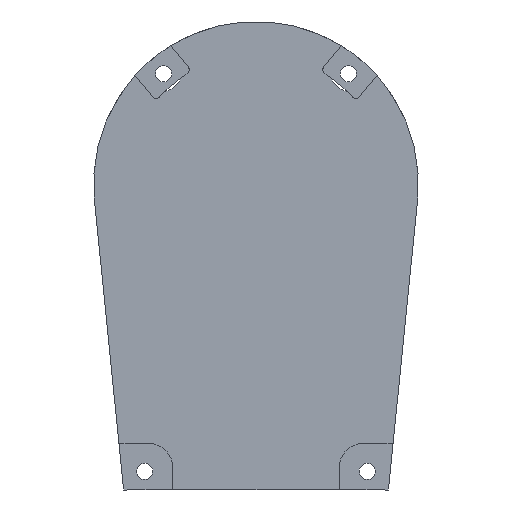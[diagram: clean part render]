
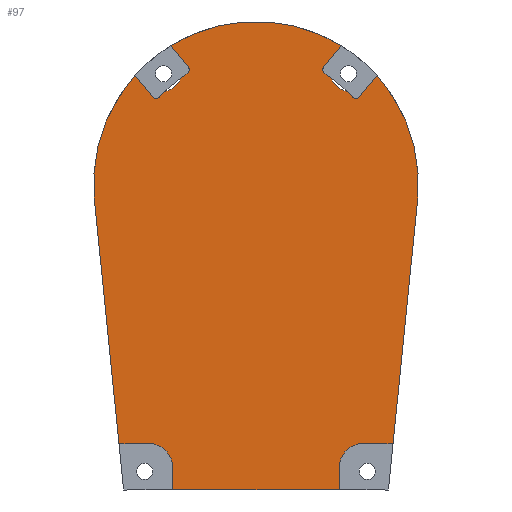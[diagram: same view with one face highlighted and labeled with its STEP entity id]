
A CAD part, front view. The second image highlights one B-rep face of the part: STEP entity #97.
In plain terms, the highlighted planar face has unit normal (0, -1, 0).
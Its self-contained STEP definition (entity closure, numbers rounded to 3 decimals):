
#97=ADVANCED_FACE('',(#223),#172,.T.);
#172=PLANE('',#1563);
#223=FACE_OUTER_BOUND('',#286,.T.);
#286=EDGE_LOOP('',(#393,#394,#395,#396,#397,#398,#399,#400,#401,#402,#403,
#404,#405,#406,#407,#408,#409,#410,#411,#412,#413,#414,#415,#416,#417,#418));
#393=ORIENTED_EDGE('',*,*,#916,.T.);
#394=ORIENTED_EDGE('',*,*,#917,.T.);
#395=ORIENTED_EDGE('',*,*,#918,.T.);
#396=ORIENTED_EDGE('',*,*,#912,.T.);
#397=ORIENTED_EDGE('',*,*,#919,.F.);
#398=ORIENTED_EDGE('',*,*,#920,.T.);
#399=ORIENTED_EDGE('',*,*,#921,.F.);
#400=ORIENTED_EDGE('',*,*,#922,.T.);
#401=ORIENTED_EDGE('',*,*,#923,.T.);
#402=ORIENTED_EDGE('',*,*,#924,.T.);
#403=ORIENTED_EDGE('',*,*,#925,.T.);
#404=ORIENTED_EDGE('',*,*,#926,.F.);
#405=ORIENTED_EDGE('',*,*,#927,.F.);
#406=ORIENTED_EDGE('',*,*,#928,.F.);
#407=ORIENTED_EDGE('',*,*,#929,.T.);
#408=ORIENTED_EDGE('',*,*,#930,.T.);
#409=ORIENTED_EDGE('',*,*,#931,.T.);
#410=ORIENTED_EDGE('',*,*,#932,.F.);
#411=ORIENTED_EDGE('',*,*,#933,.T.);
#412=ORIENTED_EDGE('',*,*,#934,.F.);
#413=ORIENTED_EDGE('',*,*,#935,.F.);
#414=ORIENTED_EDGE('',*,*,#936,.F.);
#415=ORIENTED_EDGE('',*,*,#937,.T.);
#416=ORIENTED_EDGE('',*,*,#938,.F.);
#417=ORIENTED_EDGE('',*,*,#939,.T.);
#418=ORIENTED_EDGE('',*,*,#900,.T.);
#774=VERTEX_POINT('',#2130);
#775=VERTEX_POINT('',#2132);
#786=VERTEX_POINT('',#2155);
#787=VERTEX_POINT('',#2157);
#789=VERTEX_POINT('',#2164);
#790=VERTEX_POINT('',#2166);
#791=VERTEX_POINT('',#2169);
#792=VERTEX_POINT('',#2171);
#793=VERTEX_POINT('',#2173);
#794=VERTEX_POINT('',#2175);
#795=VERTEX_POINT('',#2177);
#796=VERTEX_POINT('',#2179);
#797=VERTEX_POINT('',#2181);
#798=VERTEX_POINT('',#2183);
#799=VERTEX_POINT('',#2185);
#800=VERTEX_POINT('',#2187);
#801=VERTEX_POINT('',#2189);
#802=VERTEX_POINT('',#2191);
#803=VERTEX_POINT('',#2193);
#804=VERTEX_POINT('',#2195);
#805=VERTEX_POINT('',#2197);
#806=VERTEX_POINT('',#2199);
#807=VERTEX_POINT('',#2201);
#808=VERTEX_POINT('',#2203);
#809=VERTEX_POINT('',#2205);
#810=VERTEX_POINT('',#2207);
#900=EDGE_CURVE('',#775,#774,#1216,.T.);
#912=EDGE_CURVE('',#787,#786,#1228,.T.);
#916=EDGE_CURVE('',#774,#789,#1232,.T.);
#917=EDGE_CURVE('',#789,#790,#1097,.T.);
#918=EDGE_CURVE('',#790,#787,#1233,.T.);
#919=EDGE_CURVE('',#791,#786,#1234,.T.);
#920=EDGE_CURVE('',#791,#792,#1098,.T.);
#921=EDGE_CURVE('',#793,#792,#1235,.T.);
#922=EDGE_CURVE('',#793,#794,#1236,.T.);
#923=EDGE_CURVE('',#794,#795,#1099,.T.);
#924=EDGE_CURVE('',#795,#796,#1237,.T.);
#925=EDGE_CURVE('',#796,#797,#1100,.T.);
#926=EDGE_CURVE('',#798,#797,#1101,.T.);
#927=EDGE_CURVE('',#799,#798,#1102,.T.);
#928=EDGE_CURVE('',#800,#799,#1103,.T.);
#929=EDGE_CURVE('',#800,#801,#1104,.T.);
#930=EDGE_CURVE('',#801,#802,#1238,.T.);
#931=EDGE_CURVE('',#802,#803,#1105,.T.);
#932=EDGE_CURVE('',#804,#803,#1239,.T.);
#933=EDGE_CURVE('',#804,#805,#1106,.T.);
#934=EDGE_CURVE('',#806,#805,#1107,.T.);
#935=EDGE_CURVE('',#807,#806,#1108,.T.);
#936=EDGE_CURVE('',#808,#807,#1109,.T.);
#937=EDGE_CURVE('',#808,#809,#1110,.T.);
#938=EDGE_CURVE('',#810,#809,#1240,.T.);
#939=EDGE_CURVE('',#810,#775,#1111,.T.);
#1097=CIRCLE('',#1548,5.);
#1098=CIRCLE('',#1549,5.);
#1099=CIRCLE('',#1550,35.);
#1100=CIRCLE('',#1551,1.);
#1101=CIRCLE('',#1552,28.);
#1102=CIRCLE('',#1553,3.75);
#1103=CIRCLE('',#1554,28.);
#1104=CIRCLE('',#1555,1.);
#1105=CIRCLE('',#1556,35.);
#1106=CIRCLE('',#1557,1.);
#1107=CIRCLE('',#1558,28.);
#1108=CIRCLE('',#1559,3.75);
#1109=CIRCLE('',#1560,28.);
#1110=CIRCLE('',#1561,1.);
#1111=CIRCLE('',#1562,35.);
#1216=LINE('',#2131,#1366);
#1228=LINE('',#2156,#1378);
#1232=LINE('',#2163,#1382);
#1233=LINE('',#2167,#1383);
#1234=LINE('',#2168,#1384);
#1235=LINE('',#2172,#1385);
#1236=LINE('',#2174,#1386);
#1237=LINE('',#2178,#1387);
#1238=LINE('',#2190,#1388);
#1239=LINE('',#2194,#1389);
#1240=LINE('',#2206,#1390);
#1366=VECTOR('',#1705,1.);
#1378=VECTOR('',#1719,1.);
#1382=VECTOR('',#1725,1.);
#1383=VECTOR('',#1728,1.);
#1384=VECTOR('',#1729,1.);
#1385=VECTOR('',#1732,1.);
#1386=VECTOR('',#1733,1.);
#1387=VECTOR('',#1736,1.);
#1388=VECTOR('',#1747,1.);
#1389=VECTOR('',#1750,1.);
#1390=VECTOR('',#1761,1.);
#1548=AXIS2_PLACEMENT_3D('',#2165,#1726,#1727);
#1549=AXIS2_PLACEMENT_3D('',#2170,#1730,#1731);
#1550=AXIS2_PLACEMENT_3D('',#2176,#1734,#1735);
#1551=AXIS2_PLACEMENT_3D('',#2180,#1737,#1738);
#1552=AXIS2_PLACEMENT_3D('',#2182,#1739,#1740);
#1553=AXIS2_PLACEMENT_3D('',#2184,#1741,#1742);
#1554=AXIS2_PLACEMENT_3D('',#2186,#1743,#1744);
#1555=AXIS2_PLACEMENT_3D('',#2188,#1745,#1746);
#1556=AXIS2_PLACEMENT_3D('',#2192,#1748,#1749);
#1557=AXIS2_PLACEMENT_3D('',#2196,#1751,#1752);
#1558=AXIS2_PLACEMENT_3D('',#2198,#1753,#1754);
#1559=AXIS2_PLACEMENT_3D('',#2200,#1755,#1756);
#1560=AXIS2_PLACEMENT_3D('',#2202,#1757,#1758);
#1561=AXIS2_PLACEMENT_3D('',#2204,#1759,#1760);
#1562=AXIS2_PLACEMENT_3D('',#2208,#1762,#1763);
#1563=AXIS2_PLACEMENT_3D('',#2209,#1764,#1765);
#1705=DIRECTION('',(0.1,0.,-0.995));
#1719=DIRECTION('',(1.,0.,0.));
#1725=DIRECTION('',(1.,0.,0.));
#1726=DIRECTION('',(0.,1.,0.));
#1727=DIRECTION('',(0.,0.,-1.));
#1728=DIRECTION('',(0.,0.,-1.));
#1729=DIRECTION('',(0.,0.,-1.));
#1730=DIRECTION('',(0.,1.,0.));
#1731=DIRECTION('',(0.,0.,-1.));
#1732=DIRECTION('',(-1.,0.,0.));
#1733=DIRECTION('',(0.1,0.,0.995));
#1734=DIRECTION('',(0.,-1.,0.));
#1735=DIRECTION('',(1.,0.,0.));
#1736=DIRECTION('',(-0.643,0.,-0.766));
#1737=DIRECTION('',(0.,1.,0.));
#1738=DIRECTION('',(0.,0.,-1.));
#1739=DIRECTION('',(0.,1.,0.));
#1740=DIRECTION('',(0.,0.,-1.));
#1741=DIRECTION('',(0.,-1.,0.));
#1742=DIRECTION('',(0.,0.,-1.));
#1743=DIRECTION('',(0.,1.,0.));
#1744=DIRECTION('',(0.,0.,-1.));
#1745=DIRECTION('',(0.,1.,0.));
#1746=DIRECTION('',(0.,0.,-1.));
#1747=DIRECTION('',(0.643,0.,0.766));
#1748=DIRECTION('',(0.,-1.,0.));
#1749=DIRECTION('',(1.,0.,0.));
#1750=DIRECTION('',(-0.643,0.,0.766));
#1751=DIRECTION('',(0.,1.,0.));
#1752=DIRECTION('',(0.,0.,-1.));
#1753=DIRECTION('',(0.,1.,0.));
#1754=DIRECTION('',(0.,0.,-1.));
#1755=DIRECTION('',(0.,-1.,0.));
#1756=DIRECTION('',(0.,0.,-1.));
#1757=DIRECTION('',(0.,1.,0.));
#1758=DIRECTION('',(0.,0.,-1.));
#1759=DIRECTION('',(0.,1.,0.));
#1760=DIRECTION('',(0.,0.,-1.));
#1761=DIRECTION('',(0.643,0.,-0.766));
#1762=DIRECTION('',(0.,-1.,0.));
#1763=DIRECTION('',(1.,0.,0.));
#1764=DIRECTION('',(0.,-1.,0.));
#1765=DIRECTION('',(0.,0.,-1.));
#2130=CARTESIAN_POINT('',(-29.548,0.,-56.));
#2131=CARTESIAN_POINT('',(-34.825,0.,-3.5));
#2132=CARTESIAN_POINT('',(-34.825,0.,-3.5));
#2155=CARTESIAN_POINT('',(18.,0.,-66.));
#2156=CARTESIAN_POINT('',(-28.543,0.,-66.));
#2157=CARTESIAN_POINT('',(-18.,0.,-66.));
#2163=CARTESIAN_POINT('',(0.,0.,-56.));
#2164=CARTESIAN_POINT('',(-23.,0.,-56.));
#2165=CARTESIAN_POINT('',(-23.,0.,-61.));
#2166=CARTESIAN_POINT('',(-18.,0.,-61.));
#2167=CARTESIAN_POINT('',(-18.,0.,0.));
#2168=CARTESIAN_POINT('',(18.,0.,0.));
#2169=CARTESIAN_POINT('',(18.,0.,-61.));
#2170=CARTESIAN_POINT('',(23.,0.,-61.));
#2171=CARTESIAN_POINT('',(23.,0.,-56.));
#2172=CARTESIAN_POINT('',(0.,0.,-56.));
#2173=CARTESIAN_POINT('',(29.548,0.,-56.));
#2174=CARTESIAN_POINT('',(28.543,0.,-66.));
#2175=CARTESIAN_POINT('',(34.825,0.,-3.5));
#2176=CARTESIAN_POINT('',(0.,0.,0.));
#2177=CARTESIAN_POINT('',(26.097,0.,23.323));
#2178=CARTESIAN_POINT('',(3.83,0.,-3.214));
#2179=CARTESIAN_POINT('',(22.293,0.,18.789));
#2180=CARTESIAN_POINT('',(21.527,0.,19.432));
#2181=CARTESIAN_POINT('',(20.785,0.,18.762));
#2182=CARTESIAN_POINT('',(0.,0.,0.));
#2183=CARTESIAN_POINT('',(19.582,0.,20.013));
#2184=CARTESIAN_POINT('',(19.926,0.,23.747));
#2185=CARTESIAN_POINT('',(16.309,0.,22.76));
#2186=CARTESIAN_POINT('',(0.,0.,0.));
#2187=CARTESIAN_POINT('',(14.868,0.,23.727));
#2188=CARTESIAN_POINT('',(15.398,0.,24.574));
#2189=CARTESIAN_POINT('',(14.632,0.,25.217));
#2190=CARTESIAN_POINT('',(-3.83,0.,3.214));
#2191=CARTESIAN_POINT('',(18.437,0.,29.75));
#2192=CARTESIAN_POINT('',(0.,0.,0.));
#2193=CARTESIAN_POINT('',(-18.437,0.,29.75));
#2194=CARTESIAN_POINT('',(3.83,0.,3.214));
#2195=CARTESIAN_POINT('',(-14.632,0.,25.217));
#2196=CARTESIAN_POINT('',(-15.398,0.,24.574));
#2197=CARTESIAN_POINT('',(-14.868,0.,23.727));
#2198=CARTESIAN_POINT('',(0.,0.,0.));
#2199=CARTESIAN_POINT('',(-16.309,0.,22.76));
#2200=CARTESIAN_POINT('',(-19.926,0.,23.747));
#2201=CARTESIAN_POINT('',(-19.582,0.,20.013));
#2202=CARTESIAN_POINT('',(0.,0.,0.));
#2203=CARTESIAN_POINT('',(-20.785,0.,18.762));
#2204=CARTESIAN_POINT('',(-21.527,0.,19.432));
#2205=CARTESIAN_POINT('',(-22.293,0.,18.789));
#2206=CARTESIAN_POINT('',(-3.83,0.,-3.214));
#2207=CARTESIAN_POINT('',(-26.097,0.,23.323));
#2208=CARTESIAN_POINT('',(0.,0.,0.));
#2209=CARTESIAN_POINT('',(0.,0.,0.));
